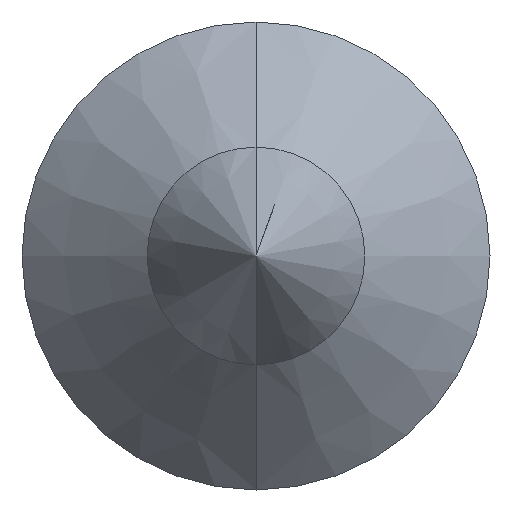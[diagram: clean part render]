
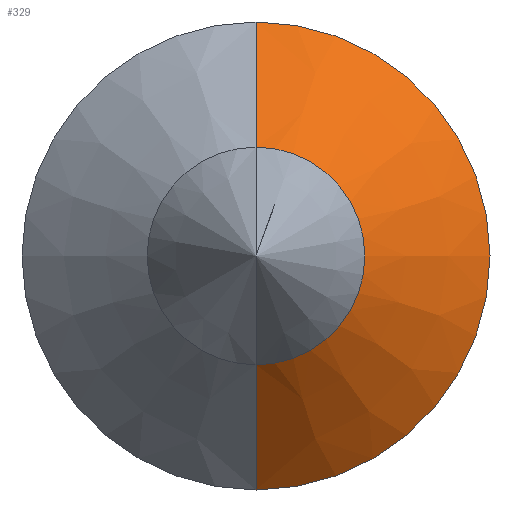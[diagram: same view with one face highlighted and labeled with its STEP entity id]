
A CAD part, front view. The second image highlights one B-rep face of the part: STEP entity #329.
In plain terms, the highlighted conical face has half-angle 46.273 degrees and reference radius 1 mm.
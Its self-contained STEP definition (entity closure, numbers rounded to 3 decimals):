
#67 = CONICAL_SURFACE ( 'NONE', #187, 1., 0.808 ) ;
#97 = EDGE_LOOP ( 'NONE', ( #543, #405, #555, #539 ) ) ;
#126 = LINE ( 'NONE', #411, #133 ) ;
#130 = CIRCLE ( 'NONE', #162, 2.15 ) ;
#133 = VECTOR ( 'NONE', #599, 1000. ) ;
#134 = LINE ( 'NONE', #600, #136 ) ;
#136 = VECTOR ( 'NONE', #597, 1000. ) ;
#162 = AXIS2_PLACEMENT_3D ( 'NONE', #203, #204, #205 ) ;
#163 = AXIS2_PLACEMENT_3D ( 'NONE', #338, #339, #340 ) ;
#169 = EDGE_CURVE ( 'NONE', #201, #480, #126, .T. ) ;
#170 = EDGE_CURVE ( 'NONE', #480, #479, #130, .T. ) ;
#171 = EDGE_CURVE ( 'NONE', #200, #479, #134, .T. ) ;
#173 = EDGE_CURVE ( 'NONE', #201, #200, #684, .T. ) ;
#187 = AXIS2_PLACEMENT_3D ( 'NONE', #273, #275, #276 ) ;
#200 = VERTEX_POINT ( 'NONE', #522 ) ;
#201 = VERTEX_POINT ( 'NONE', #506 ) ;
#203 = CARTESIAN_POINT ( 'NONE',  ( 0., 2.05, 0. ) ) ;
#204 = DIRECTION ( 'NONE',  ( 0., 1., 0. ) ) ;
#205 = DIRECTION ( 'NONE',  ( 0., 0., 1. ) ) ;
#273 = CARTESIAN_POINT ( 'NONE',  ( 0., 0.95, 0. ) ) ;
#275 = DIRECTION ( 'NONE',  ( 0., 1., 0. ) ) ;
#276 = DIRECTION ( 'NONE',  ( 0., 0., 1. ) ) ;
#287 = CARTESIAN_POINT ( 'NONE',  ( 0., 2.05, -2.15 ) ) ;
#313 = FACE_OUTER_BOUND ( 'NONE', #97, .T. ) ;
#329 = ADVANCED_FACE ( 'NONE', ( #313 ), #67, .T. ) ;
#338 = CARTESIAN_POINT ( 'NONE',  ( 0., 0.95, 0. ) ) ;
#339 = DIRECTION ( 'NONE',  ( 0., 1., 0. ) ) ;
#340 = DIRECTION ( 'NONE',  ( 0., 0., 1. ) ) ;
#405 = ORIENTED_EDGE ( 'NONE', *, *, #171, .T. ) ;
#411 = CARTESIAN_POINT ( 'NONE',  ( 0., 0.95, 1. ) ) ;
#479 = VERTEX_POINT ( 'NONE', #287 ) ;
#480 = VERTEX_POINT ( 'NONE', #569 ) ;
#506 = CARTESIAN_POINT ( 'NONE',  ( 0., 0.95, 1. ) ) ;
#522 = CARTESIAN_POINT ( 'NONE',  ( 0., 0.95, -1. ) ) ;
#539 = ORIENTED_EDGE ( 'NONE', *, *, #169, .F. ) ;
#543 = ORIENTED_EDGE ( 'NONE', *, *, #173, .T. ) ;
#555 = ORIENTED_EDGE ( 'NONE', *, *, #170, .F. ) ;
#569 = CARTESIAN_POINT ( 'NONE',  ( 0., 2.05, 2.15 ) ) ;
#597 = DIRECTION ( 'NONE',  ( 0., 0.691, -0.723 ) ) ;
#599 = DIRECTION ( 'NONE',  ( 0., 0.691, 0.723 ) ) ;
#600 = CARTESIAN_POINT ( 'NONE',  ( 0., 0.95, -1. ) ) ;
#684 = CIRCLE ( 'NONE', #163, 1. ) ;
